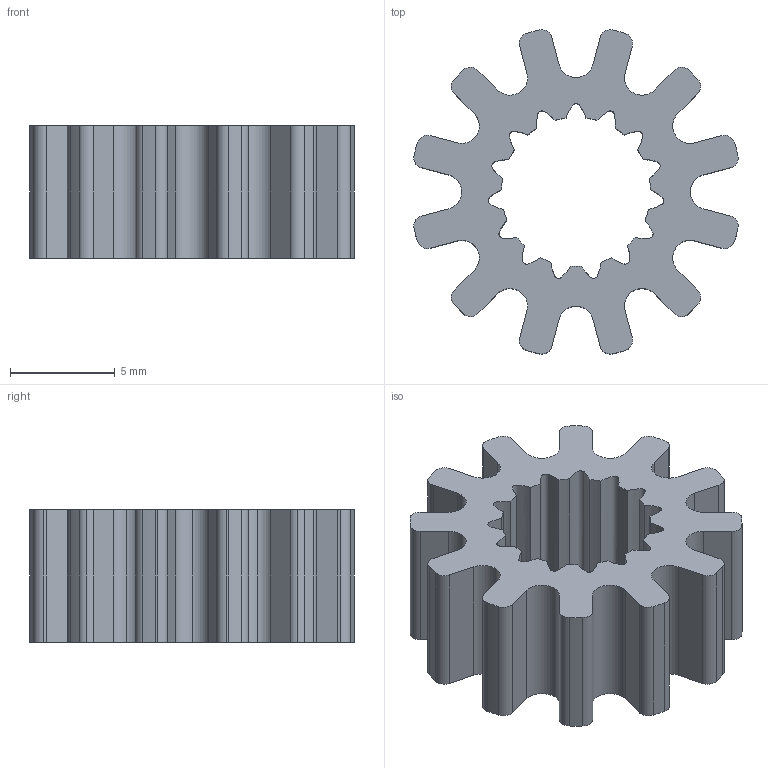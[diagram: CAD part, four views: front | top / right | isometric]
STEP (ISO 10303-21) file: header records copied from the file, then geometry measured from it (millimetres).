
FILE_DESCRIPTION (( 'STEP AP214' ), '1' );
FILE_NAME ('WCP-1021 Rev1.step', '2023-07-14T00:48:13', ( '' ), ( '' ), 'SwSTEP 2.0', 'SolidWorks 2022', '' );
FILE_SCHEMA (( 'AUTOMOTIVE_DESIGN' ));
Length unit declared in the file: inch
Products named in the file (1): WCP-1021 Rev1
Bounding box: 15.51 x 15.51 x 6.35 mm (x, y, z)
Volume: 611.8 mm3; surface area: 945.3 mm2
Topology: 1 solids, 1 shells, 116 faces, 342 edges, 228 vertices
Faces by surface type: cylinder 75, plane 26, bspline 15
Entity records: 5810 total; most frequent: CARTESIAN_POINT 2622, ORIENTED_EDGE 684, DIRECTION 666, EDGE_CURVE 342, AXIS2_PLACEMENT_3D 252, VERTEX_POINT 228, VECTOR 162, LINE 162
